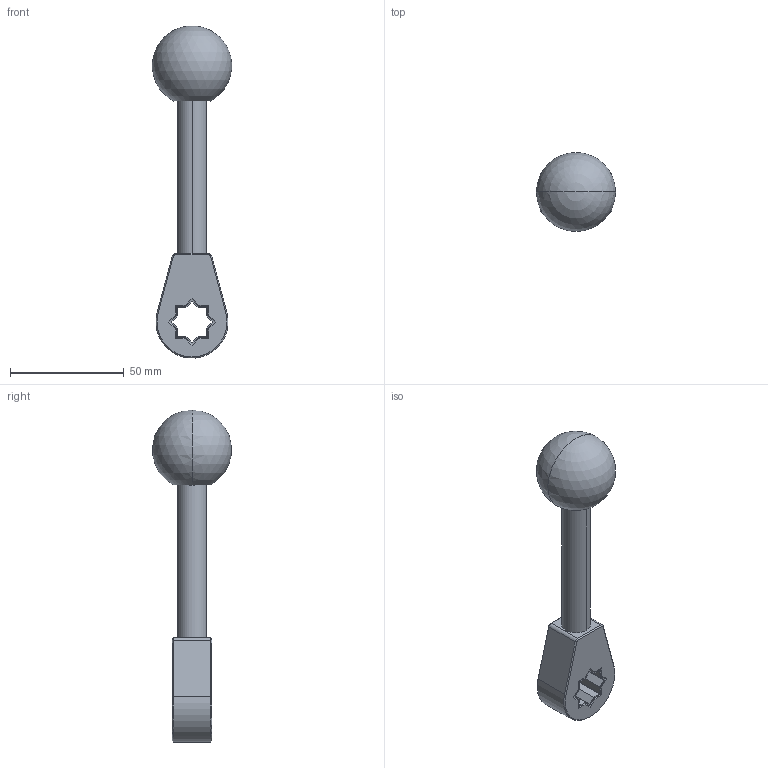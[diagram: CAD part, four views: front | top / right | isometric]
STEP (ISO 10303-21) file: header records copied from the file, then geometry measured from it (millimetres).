
FILE_DESCRIPTION((''),'2;1');
FILE_NAME('TS_HANDLE','2012-01-24T',('sobri'),(''),'PRO/ENGINEER BY PARAMETRIC TECHNOLOGY CORPORATION, 2011180','PRO/ENGINEER BY PARAMETRIC TECHNOLOGY CORPORATION, 2011180','');
FILE_SCHEMA(('CONFIG_CONTROL_DESIGN'));
Length unit declared in the file: inch
Products named in the file (1): TS_HANDLE
Bounding box: 34.84 x 34.64 x 145.85 mm (x, y, z)
Volume: 46001.4 mm3; surface area: 12365.9 mm2
Topology: 1 solids, 2 shells, 101 faces, 268 edges, 172 vertices
Faces by surface type: plane 69, cylinder 20, cone 10, sphere 2
Entity records: 3134 total; most frequent: CARTESIAN_POINT 567, ORIENTED_EDGE 528, DIRECTION 514, EDGE_CURVE 264, VECTOR 200, LINE 200, VERTEX_POINT 172, AXIS2_PLACEMENT_3D 157
